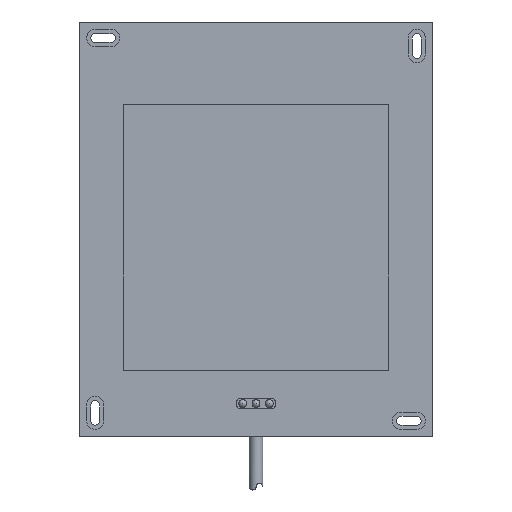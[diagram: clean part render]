
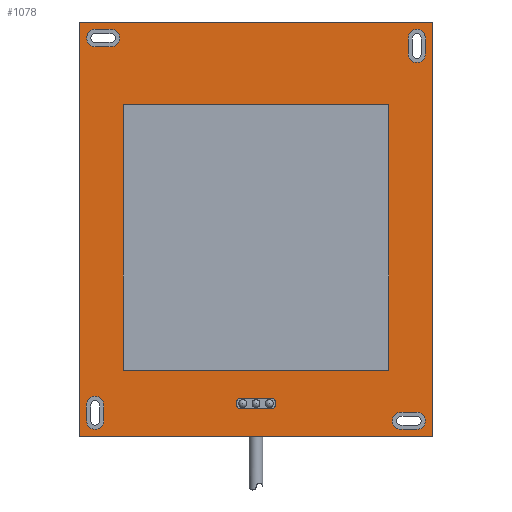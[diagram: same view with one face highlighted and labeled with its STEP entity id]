
A CAD part, top view. The second image highlights one B-rep face of the part: STEP entity #1078.
In plain terms, the highlighted planar face has unit normal (0, 0, 1).
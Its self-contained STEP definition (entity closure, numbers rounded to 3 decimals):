
#48=PLANE($,#1185);
#62=FACE_BOUND($,#245,.T.);
#63=FACE_BOUND($,#246,.T.);
#64=FACE_BOUND($,#247,.T.);
#65=FACE_BOUND($,#248,.T.);
#66=FACE_BOUND($,#249,.T.);
#67=FACE_BOUND($,#250,.T.);
#74=CIRCLE($,#1094,3.25);
#75=CIRCLE($,#1096,3.25);
#80=CIRCLE($,#1103,3.25);
#82=CIRCLE($,#1108,3.25);
#86=CIRCLE($,#1114,3.25);
#90=CIRCLE($,#1122,3.25);
#92=CIRCLE($,#1126,3.25);
#94=CIRCLE($,#1130,3.25);
#109=CIRCLE($,#1159,2.);
#110=CIRCLE($,#1168,2.);
#171=FACE_OUTER_BOUND($,#244,.T.);
#244=EDGE_LOOP($,(#947,#948,#949,#950));
#245=EDGE_LOOP($,(#951,#952,#953,#954));
#246=EDGE_LOOP($,(#955,#956,#957,#958));
#247=EDGE_LOOP($,(#959,#960,#961,#962));
#248=EDGE_LOOP($,(#963,#964,#965,#966));
#249=EDGE_LOOP($,(#967,#968,#969,#970));
#250=EDGE_LOOP($,(#971,#972,#973,#974));
#262=LINE($,#1593,#359);
#266=LINE($,#1602,#363);
#273=LINE($,#1632,#370);
#277=LINE($,#1639,#374);
#283=LINE($,#1665,#380);
#287=LINE($,#1672,#384);
#292=LINE($,#1692,#389);
#296=LINE($,#1704,#393);
#321=LINE($,#1791,#418);
#327=LINE($,#1805,#424);
#330=LINE($,#1810,#427);
#331=LINE($,#1813,#428);
#333=LINE($,#1816,#430);
#334=LINE($,#1819,#431);
#344=LINE($,#1850,#441);
#348=LINE($,#1858,#445);
#351=LINE($,#1864,#448);
#354=LINE($,#1869,#451);
#359=VECTOR($,#1205,6.);
#363=VECTOR($,#1211,6.);
#370=VECTOR($,#1244,6.);
#374=VECTOR($,#1250,6.);
#380=VECTOR($,#1276,6.);
#384=VECTOR($,#1282,6.);
#389=VECTOR($,#1301,6.);
#393=VECTOR($,#1313,6.);
#418=VECTOR($,#1404,11.);
#424=VECTOR($,#1414,100.);
#427=VECTOR($,#1419,100.);
#428=VECTOR($,#1422,100.);
#430=VECTOR($,#1426,100.);
#431=VECTOR($,#1429,11.);
#441=VECTOR($,#1469,156.);
#445=VECTOR($,#1475,133.);
#448=VECTOR($,#1480,156.);
#451=VECTOR($,#1485,133.);
#468=VERTEX_POINT($,#1590);
#469=VERTEX_POINT($,#1592);
#472=VERTEX_POINT($,#1599);
#473=VERTEX_POINT($,#1601);
#480=VERTEX_POINT($,#1623);
#481=VERTEX_POINT($,#1625);
#483=VERTEX_POINT($,#1631);
#485=VERTEX_POINT($,#1637);
#492=VERTEX_POINT($,#1656);
#493=VERTEX_POINT($,#1658);
#495=VERTEX_POINT($,#1664);
#497=VERTEX_POINT($,#1670);
#504=VERTEX_POINT($,#1689);
#505=VERTEX_POINT($,#1691);
#507=VERTEX_POINT($,#1697);
#509=VERTEX_POINT($,#1703);
#536=VERTEX_POINT($,#1783);
#537=VERTEX_POINT($,#1785);
#538=VERTEX_POINT($,#1789);
#543=VERTEX_POINT($,#1802);
#544=VERTEX_POINT($,#1804);
#545=VERTEX_POINT($,#1808);
#546=VERTEX_POINT($,#1812);
#547=VERTEX_POINT($,#1818);
#552=VERTEX_POINT($,#1848);
#553=VERTEX_POINT($,#1849);
#556=VERTEX_POINT($,#1857);
#558=VERTEX_POINT($,#1863);
#570=EDGE_CURVE($,#469,#468,#262,.T.);
#574=EDGE_CURVE($,#473,#472,#266,.T.);
#577=EDGE_CURVE($,#468,#473,#74,.T.);
#578=EDGE_CURVE($,#472,#469,#75,.T.);
#586=EDGE_CURVE($,#481,#480,#80,.T.);
#589=EDGE_CURVE($,#483,#481,#273,.T.);
#593=EDGE_CURVE($,#480,#485,#277,.T.);
#595=EDGE_CURVE($,#485,#483,#82,.T.);
#602=EDGE_CURVE($,#493,#492,#86,.T.);
#605=EDGE_CURVE($,#495,#493,#283,.T.);
#609=EDGE_CURVE($,#492,#497,#287,.T.);
#615=EDGE_CURVE($,#497,#495,#90,.T.);
#618=EDGE_CURVE($,#505,#504,#292,.T.);
#621=EDGE_CURVE($,#507,#505,#92,.T.);
#624=EDGE_CURVE($,#509,#507,#296,.T.);
#627=EDGE_CURVE($,#504,#509,#94,.T.);
#663=EDGE_CURVE($,#537,#536,#109,.T.);
#666=EDGE_CURVE($,#536,#538,#321,.T.);
#672=EDGE_CURVE($,#544,#543,#327,.T.);
#675=EDGE_CURVE($,#543,#545,#330,.T.);
#676=EDGE_CURVE($,#546,#544,#331,.T.);
#678=EDGE_CURVE($,#545,#546,#333,.T.);
#679=EDGE_CURVE($,#547,#537,#334,.T.);
#681=EDGE_CURVE($,#538,#547,#110,.T.);
#694=EDGE_CURVE($,#552,#553,#344,.T.);
#698=EDGE_CURVE($,#553,#556,#348,.T.);
#701=EDGE_CURVE($,#556,#558,#351,.T.);
#704=EDGE_CURVE($,#558,#552,#354,.T.);
#947=ORIENTED_EDGE($,*,*,#694,.F.);
#948=ORIENTED_EDGE($,*,*,#704,.F.);
#949=ORIENTED_EDGE($,*,*,#701,.F.);
#950=ORIENTED_EDGE($,*,*,#698,.F.);
#951=ORIENTED_EDGE($,*,*,#574,.T.);
#952=ORIENTED_EDGE($,*,*,#578,.T.);
#953=ORIENTED_EDGE($,*,*,#570,.T.);
#954=ORIENTED_EDGE($,*,*,#577,.T.);
#955=ORIENTED_EDGE($,*,*,#586,.T.);
#956=ORIENTED_EDGE($,*,*,#593,.T.);
#957=ORIENTED_EDGE($,*,*,#595,.T.);
#958=ORIENTED_EDGE($,*,*,#589,.T.);
#959=ORIENTED_EDGE($,*,*,#602,.T.);
#960=ORIENTED_EDGE($,*,*,#609,.T.);
#961=ORIENTED_EDGE($,*,*,#615,.T.);
#962=ORIENTED_EDGE($,*,*,#605,.T.);
#963=ORIENTED_EDGE($,*,*,#618,.T.);
#964=ORIENTED_EDGE($,*,*,#627,.T.);
#965=ORIENTED_EDGE($,*,*,#624,.T.);
#966=ORIENTED_EDGE($,*,*,#621,.T.);
#967=ORIENTED_EDGE($,*,*,#676,.T.);
#968=ORIENTED_EDGE($,*,*,#672,.T.);
#969=ORIENTED_EDGE($,*,*,#675,.T.);
#970=ORIENTED_EDGE($,*,*,#678,.T.);
#971=ORIENTED_EDGE($,*,*,#679,.T.);
#972=ORIENTED_EDGE($,*,*,#663,.T.);
#973=ORIENTED_EDGE($,*,*,#666,.T.);
#974=ORIENTED_EDGE($,*,*,#681,.T.);
#1078=ADVANCED_FACE($,(#171,#62,#63,#64,#65,#66,#67),#48,.T.);
#1094=AXIS2_PLACEMENT_3D($,#1606,#1217,#1218);
#1096=AXIS2_PLACEMENT_3D($,#1608,#1221,#1222);
#1103=AXIS2_PLACEMENT_3D($,#1626,#1238,#1239);
#1108=AXIS2_PLACEMENT_3D($,#1642,#1255,#1256);
#1114=AXIS2_PLACEMENT_3D($,#1659,#1270,#1271);
#1122=AXIS2_PLACEMENT_3D($,#1684,#1295,#1296);
#1126=AXIS2_PLACEMENT_3D($,#1698,#1307,#1308);
#1130=AXIS2_PLACEMENT_3D($,#1708,#1319,#1320);
#1159=AXIS2_PLACEMENT_3D($,#1786,#1398,#1399);
#1168=AXIS2_PLACEMENT_3D($,#1822,#1433,#1434);
#1185=AXIS2_PLACEMENT_3D($,#1871,#1487,#1488);
#1205=DIRECTION($,(0.,-1.,0.));
#1211=DIRECTION($,(0.,1.,0.));
#1217=DIRECTION('center_axis',(0.,0.,-1.));
#1218=DIRECTION('ref_axis',(1.,0.,0.));
#1221=DIRECTION('center_axis',(0.,0.,-1.));
#1222=DIRECTION('ref_axis',(1.,0.,0.));
#1238=DIRECTION('center_axis',(0.,0.,-1.));
#1239=DIRECTION('ref_axis',(1.,0.,0.));
#1244=DIRECTION($,(-1.,0.,0.));
#1250=DIRECTION($,(1.,0.,0.));
#1255=DIRECTION('center_axis',(0.,0.,-1.));
#1256=DIRECTION('ref_axis',(1.,0.,0.));
#1270=DIRECTION('center_axis',(0.,0.,-1.));
#1271=DIRECTION('ref_axis',(1.,0.,0.));
#1276=DIRECTION($,(0.,-1.,0.));
#1282=DIRECTION($,(0.,1.,0.));
#1295=DIRECTION('center_axis',(0.,0.,-1.));
#1296=DIRECTION('ref_axis',(1.,0.,0.));
#1301=DIRECTION($,(-1.,0.,0.));
#1307=DIRECTION('center_axis',(0.,0.,-1.));
#1308=DIRECTION('ref_axis',(1.,0.,0.));
#1313=DIRECTION($,(1.,0.,0.));
#1319=DIRECTION('center_axis',(0.,0.,-1.));
#1320=DIRECTION('ref_axis',(1.,0.,0.));
#1398=DIRECTION('center_axis',(0.,0.,-1.));
#1399=DIRECTION('ref_axis',(0.,-1.,0.));
#1404=DIRECTION($,(1.,0.,0.));
#1414=DIRECTION($,(-1.,0.,0.));
#1419=DIRECTION($,(0.,1.,0.));
#1422=DIRECTION($,(0.,-1.,0.));
#1426=DIRECTION($,(1.,0.,0.));
#1429=DIRECTION($,(-1.,0.,0.));
#1433=DIRECTION('center_axis',(0.,0.,-1.));
#1434=DIRECTION('ref_axis',(0.,1.,0.));
#1469=DIRECTION($,(0.,1.,0.));
#1475=DIRECTION($,(1.,0.,0.));
#1480=DIRECTION($,(0.,-1.,0.));
#1485=DIRECTION($,(-1.,0.,0.));
#1487=DIRECTION('center_axis',(0.,0.,1.));
#1488=DIRECTION('ref_axis',(1.,0.,0.));
#1590=CARTESIAN_POINT('',(130.25,144.,9.8));
#1592=CARTESIAN_POINT('',(130.25,150.,9.8));
#1593=CARTESIAN_POINT($,(130.25,150.,9.8));
#1599=CARTESIAN_POINT('',(123.75,150.,9.8));
#1601=CARTESIAN_POINT('',(123.75,144.,9.8));
#1602=CARTESIAN_POINT($,(123.75,144.,9.8));
#1606=CARTESIAN_POINT('Origin',(127.,144.,9.8));
#1608=CARTESIAN_POINT('Origin',(127.,150.,9.8));
#1623=CARTESIAN_POINT('',(121.,9.25,9.8));
#1625=CARTESIAN_POINT('',(121.,2.75,9.8));
#1626=CARTESIAN_POINT('Origin',(121.,6.,9.8));
#1631=CARTESIAN_POINT('',(127.,2.75,9.8));
#1632=CARTESIAN_POINT($,(127.,2.75,9.8));
#1637=CARTESIAN_POINT('',(127.,9.25,9.8));
#1639=CARTESIAN_POINT($,(121.,9.25,9.8));
#1642=CARTESIAN_POINT('Origin',(127.,6.,9.8));
#1656=CARTESIAN_POINT('',(2.75,6.,9.8));
#1658=CARTESIAN_POINT('',(9.25,6.,9.8));
#1659=CARTESIAN_POINT('Origin',(6.,6.,9.8));
#1664=CARTESIAN_POINT('',(9.25,12.,9.8));
#1665=CARTESIAN_POINT($,(9.25,12.,9.8));
#1670=CARTESIAN_POINT('',(2.75,12.,9.8));
#1672=CARTESIAN_POINT($,(2.75,6.,9.8));
#1684=CARTESIAN_POINT('Origin',(6.,12.,9.8));
#1689=CARTESIAN_POINT('',(6.,146.75,9.8));
#1691=CARTESIAN_POINT('',(12.,146.75,9.8));
#1692=CARTESIAN_POINT($,(12.,146.75,9.8));
#1697=CARTESIAN_POINT('',(12.,153.25,9.8));
#1698=CARTESIAN_POINT('Origin',(12.,150.,9.8));
#1703=CARTESIAN_POINT('',(6.,153.25,9.8));
#1704=CARTESIAN_POINT($,(6.,153.25,9.8));
#1708=CARTESIAN_POINT('Origin',(6.,150.,9.8));
#1783=CARTESIAN_POINT('',(61.,14.5,9.8));
#1785=CARTESIAN_POINT('',(61.,10.5,9.8));
#1786=CARTESIAN_POINT('Origin',(61.,12.5,9.8));
#1789=CARTESIAN_POINT('',(72.,14.5,9.8));
#1791=CARTESIAN_POINT($,(61.,14.5,9.8));
#1802=CARTESIAN_POINT('',(16.5,25.,9.8));
#1804=CARTESIAN_POINT('',(116.5,25.,9.8));
#1805=CARTESIAN_POINT($,(116.5,25.,9.8));
#1808=CARTESIAN_POINT('',(16.5,125.,9.8));
#1810=CARTESIAN_POINT($,(16.5,25.,9.8));
#1812=CARTESIAN_POINT('',(116.5,125.,9.8));
#1813=CARTESIAN_POINT($,(116.5,125.,9.8));
#1816=CARTESIAN_POINT($,(16.5,125.,9.8));
#1818=CARTESIAN_POINT('',(72.,10.5,9.8));
#1819=CARTESIAN_POINT($,(72.,10.5,9.8));
#1822=CARTESIAN_POINT('Origin',(72.,12.5,9.8));
#1848=CARTESIAN_POINT('',(0.,0.,9.8));
#1849=CARTESIAN_POINT('',(0.,156.,9.8));
#1850=CARTESIAN_POINT($,(0.,0.,9.8));
#1857=CARTESIAN_POINT('',(133.,156.,9.8));
#1858=CARTESIAN_POINT($,(0.,156.,9.8));
#1863=CARTESIAN_POINT('',(133.,0.,9.8));
#1864=CARTESIAN_POINT($,(133.,156.,9.8));
#1869=CARTESIAN_POINT($,(133.,0.,9.8));
#1871=CARTESIAN_POINT('Origin',(66.5,78.,9.8));
